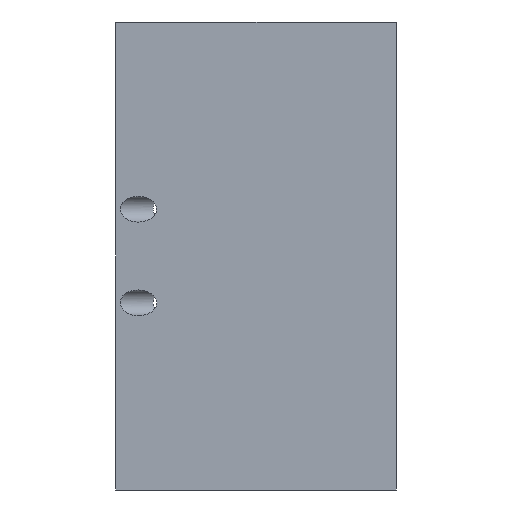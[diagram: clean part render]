
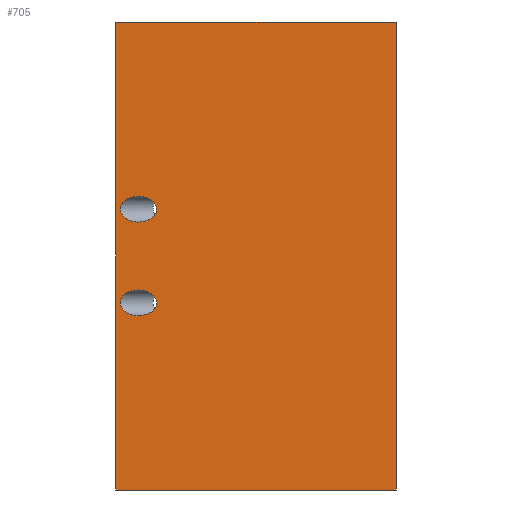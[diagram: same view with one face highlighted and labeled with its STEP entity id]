
A CAD part, front view. The second image highlights one B-rep face of the part: STEP entity #705.
In plain terms, the highlighted planar face has unit normal (0, -1, 0).
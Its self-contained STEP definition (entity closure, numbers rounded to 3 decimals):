
#26=FACE_BOUND('',#126,.T.);
#27=FACE_BOUND('',#127,.T.);
#31=ELLIPSE('',#758,1.556,1.1);
#37=ELLIPSE('',#767,1.556,1.1);
#89=FACE_OUTER_BOUND('',#125,.T.);
#125=EDGE_LOOP('',(#634,#635,#636,#637));
#126=EDGE_LOOP('',(#638));
#127=EDGE_LOOP('',(#639));
#186=LINE('',#1112,#264);
#201=LINE('',#1162,#279);
#203=LINE('',#1166,#281);
#205=LINE('',#1169,#283);
#264=VECTOR('',#900,10.);
#279=VECTOR('',#963,10.);
#281=VECTOR('',#967,10.);
#283=VECTOR('',#971,10.);
#332=VERTEX_POINT('',#1109);
#333=VERTEX_POINT('',#1111);
#335=VERTEX_POINT('',#1119);
#340=VERTEX_POINT('',#1136);
#344=VERTEX_POINT('',#1161);
#345=VERTEX_POINT('',#1165);
#414=EDGE_CURVE('',#332,#333,#186,.T.);
#418=EDGE_CURVE('',#335,#335,#31,.T.);
#427=EDGE_CURVE('',#340,#340,#37,.T.);
#439=EDGE_CURVE('',#333,#344,#201,.T.);
#441=EDGE_CURVE('',#345,#332,#203,.T.);
#443=EDGE_CURVE('',#344,#345,#205,.T.);
#634=ORIENTED_EDGE('',*,*,#443,.F.);
#635=ORIENTED_EDGE('',*,*,#439,.F.);
#636=ORIENTED_EDGE('',*,*,#414,.F.);
#637=ORIENTED_EDGE('',*,*,#441,.F.);
#638=ORIENTED_EDGE('',*,*,#418,.T.);
#639=ORIENTED_EDGE('',*,*,#427,.T.);
#669=PLANE('',#781);
#705=ADVANCED_FACE('',(#89,#26,#27),#669,.F.);
#758=AXIS2_PLACEMENT_3D('',#1120,#909,#910);
#767=AXIS2_PLACEMENT_3D('',#1137,#930,#931);
#781=AXIS2_PLACEMENT_3D('',#1170,#972,#973);
#900=DIRECTION('',(0.,0.,-1.));
#909=DIRECTION('center_axis',(0.,1.,0.));
#910=DIRECTION('ref_axis',(-1.,0.,0.));
#930=DIRECTION('center_axis',(0.,1.,0.));
#931=DIRECTION('ref_axis',(1.,0.,0.));
#963=DIRECTION('',(-1.,0.,0.));
#967=DIRECTION('',(1.,0.,0.));
#971=DIRECTION('',(0.,0.,1.));
#972=DIRECTION('center_axis',(0.,1.,0.));
#973=DIRECTION('ref_axis',(0.,0.,1.));
#1109=CARTESIAN_POINT('',(12.,0.,20.));
#1111=CARTESIAN_POINT('',(12.,0.,-20.));
#1112=CARTESIAN_POINT('',(12.,0.,20.));
#1119=CARTESIAN_POINT('',(-10.05,0.,5.1));
#1120=CARTESIAN_POINT('Origin',(-10.05,0.,4.));
#1136=CARTESIAN_POINT('',(-10.05,0.,-2.9));
#1137=CARTESIAN_POINT('Origin',(-10.05,0.,-4.));
#1161=CARTESIAN_POINT('',(-12.,0.,-20.));
#1162=CARTESIAN_POINT('',(12.,0.,-20.));
#1165=CARTESIAN_POINT('',(-12.,0.,20.));
#1166=CARTESIAN_POINT('',(-12.,0.,20.));
#1169=CARTESIAN_POINT('',(-12.,0.,-20.));
#1170=CARTESIAN_POINT('Origin',(0.,0.,0.));
